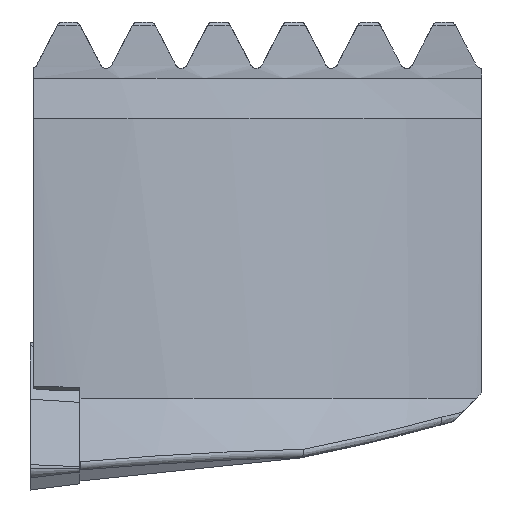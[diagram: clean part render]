
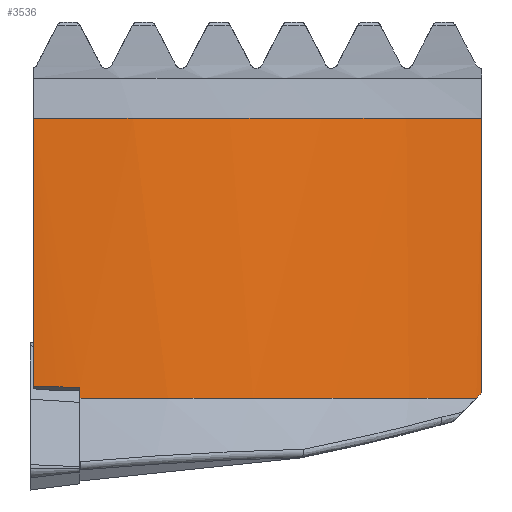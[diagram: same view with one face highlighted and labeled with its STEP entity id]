
A CAD part, left-side view. The second image highlights one B-rep face of the part: STEP entity #3536.
In plain terms, the highlighted cylindrical face has radius 50.56 mm (diameter 101.12 mm), a partial arc.
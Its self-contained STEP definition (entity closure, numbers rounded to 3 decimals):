
#1508=VERTEX_POINT('NONE',#4352);
#1532=EDGE_CURVE('NONE',#3392,#3766,#4378,.F.);
#1610=EDGE_CURVE('NONE',#3452,#2752,#4461,.F.);
#1722=EDGE_CURVE('NONE',#3644,#3384,#4583,.F.);
#2218=EDGE_CURVE('NONE',#3392,#2752,#5133,.F.);
#2418=EDGE_CURVE('NONE',#3452,#3644,#5342,.F.);
#2752=VERTEX_POINT('NONE',#5704);
#3112=EDGE_CURVE('NONE',#3766,#1508,#6104,.F.);
#3298=EDGE_CURVE('NONE',#3384,#1508,#6305,.F.);
#3384=VERTEX_POINT('NONE',#6399);
#3392=VERTEX_POINT('NONE',#6408);
#3452=VERTEX_POINT('NONE',#6472);
#3536=ADVANCED_FACE('NONE',(#6566),#6567,.T.);
#3644=VERTEX_POINT('NONE',#6691);
#3766=VERTEX_POINT('NONE',#6824);
#4352=CARTESIAN_POINT('',(2.44,-0.27,29.69));
#4378=ELLIPSE('',#7680,66.001,50.56);
#4461=CIRCLE('',#8967,50.56);
#4583=LINE('',#9208,#9209);
#5133=LINE('',#10627,#10628);
#5342=ELLIPSE('',#11186,71.503,50.56);
#5704=CARTESIAN_POINT('',(2.591,-3.97,7.323));
#6104=LINE('',#12840,#12841);
#6305=CIRCLE('',#13564,50.56);
#6399=CARTESIAN_POINT('',(17.499,-36.07,29.69));
#6408=CARTESIAN_POINT('',(2.591,-3.97,8.16));
#6472=CARTESIAN_POINT('',(17.068,-35.64,7.323));
#6566=FACE_OUTER_BOUND('',#14107,.T.);
#6567=CYLINDRICAL_SURFACE('',#14108,50.56);
#6691=CARTESIAN_POINT('',(17.499,-36.07,7.753));
#6824=CARTESIAN_POINT('',(2.44,-0.27,8.286));
#7680=AXIS2_PLACEMENT_3D('',#15993,#15994,#15995);
#8967=AXIS2_PLACEMENT_3D('',#16058,#16059,#16060);
#9208=CARTESIAN_POINT('',(17.499,-36.07,7.323));
#9209=VECTOR('',#16189,1.0);
#10627=CARTESIAN_POINT('',(2.591,-3.97,7.323));
#10628=VECTOR('',#16831,1.0);
#11186=AXIS2_PLACEMENT_3D('',#16973,#16974,#16975);
#12840=CARTESIAN_POINT('',(2.44,-0.27,7.323));
#12841=VECTOR('',#17901,1.0);
#13564=AXIS2_PLACEMENT_3D('',#18096,#18097,#18098);
#14107=EDGE_LOOP('',(#18390,#18391,#18392,#18393,#18394,#18395,#18396));
#14108=AXIS2_PLACEMENT_3D('',#18397,#18398,#18399);
#15993=CARTESIAN_POINT('',(53.0,-0.07,-34.138));
#15994=DIRECTION('',(0.643,0.,0.766));
#15995=DIRECTION('',(-0.766,0.,0.643));
#16058=CARTESIAN_POINT('',(53.0,-0.07,7.323));
#16059=DIRECTION('',(0.,0.,1.0));
#16060=DIRECTION('',(-1.0,0.,0.));
#16189=DIRECTION('',(0.,0.,-1.0));
#16831=DIRECTION('',(0.,0.,1.0));
#16973=CARTESIAN_POINT('',(53.0,-0.07,-28.247));
#16974=DIRECTION('',(0.,-0.707,-0.707));
#16975=DIRECTION('',(0.,-0.707,0.707));
#17901=DIRECTION('',(0.,0.,-1.0));
#18096=CARTESIAN_POINT('',(53.0,-0.07,29.69));
#18097=DIRECTION('',(0.,0.,1.0));
#18098=DIRECTION('',(-1.0,0.,0.));
#18390=ORIENTED_EDGE('',*,*,#2218,.T.);
#18391=ORIENTED_EDGE('',*,*,#1610,.F.);
#18392=ORIENTED_EDGE('',*,*,#2418,.T.);
#18393=ORIENTED_EDGE('',*,*,#1722,.T.);
#18394=ORIENTED_EDGE('',*,*,#3298,.T.);
#18395=ORIENTED_EDGE('',*,*,#3112,.F.);
#18396=ORIENTED_EDGE('',*,*,#1532,.F.);
#18397=CARTESIAN_POINT('',(53.0,-0.07,7.323));
#18398=DIRECTION('',(0.,0.,-1.0));
#18399=DIRECTION('',(-1.0,0.,0.));
